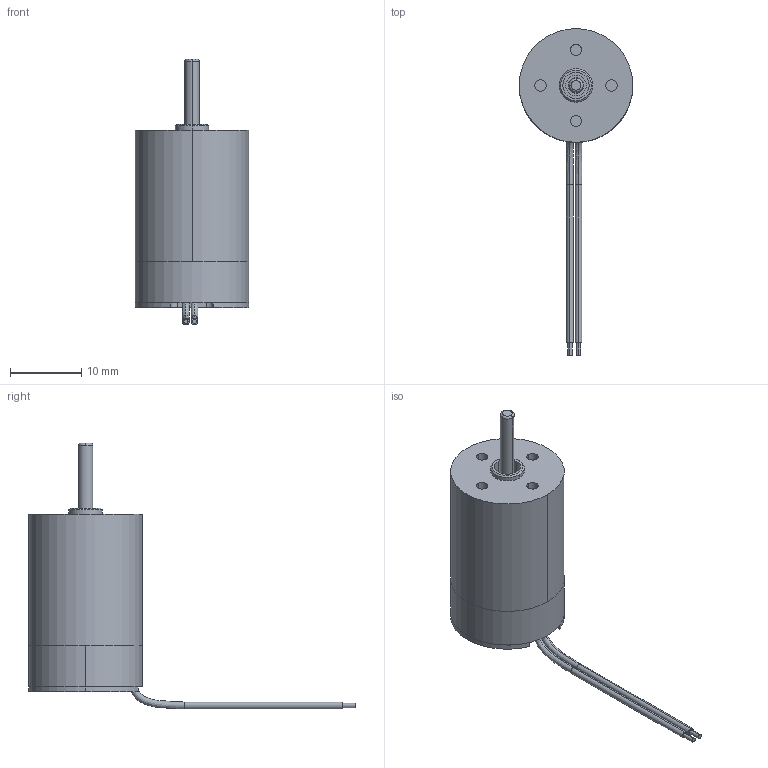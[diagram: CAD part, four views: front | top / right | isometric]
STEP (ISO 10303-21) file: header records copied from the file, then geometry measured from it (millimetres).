
FILE_DESCRIPTION (( 'STEP AP214' ), '1' );
FILE_NAME ('BD1625.STEP', '2025-12-03T06:14:02', ( 'Windows 蚚誧' ), ( 'Organization' ), 'SwSTEP 2.0', 'SolidWorks 2024', '' );
FILE_SCHEMA (( 'AUTOMOTIVE_DESIGN' ));
Length unit declared in the file: millimetre
Products named in the file (1): BD1625
Bounding box: 16 x 45.94 x 37.4 mm (x, y, z)
Volume: 1900.5 mm3; surface area: 4394.7 mm2
Topology: 7 solids, 7 shells, 154 faces, 337 edges, 209 vertices
Faces by surface type: cylinder 81, plane 34, cone 19, torus 16, bspline 4
Entity records: 5149 total; most frequent: CARTESIAN_POINT 1479, DIRECTION 854, ORIENTED_EDGE 674, AXIS2_PLACEMENT_3D 372, EDGE_CURVE 337, CIRCLE 221, VERTEX_POINT 209, EDGE_LOOP 186
